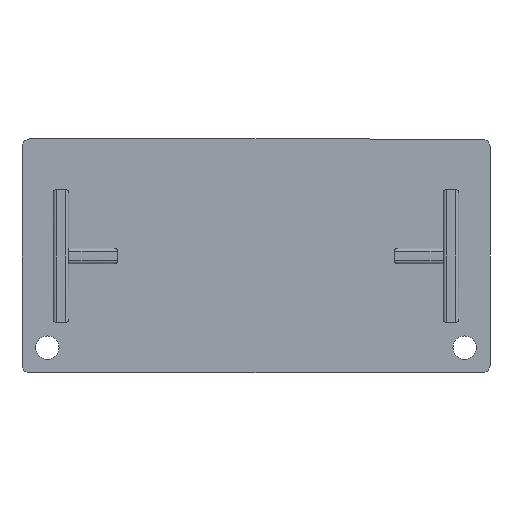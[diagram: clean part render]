
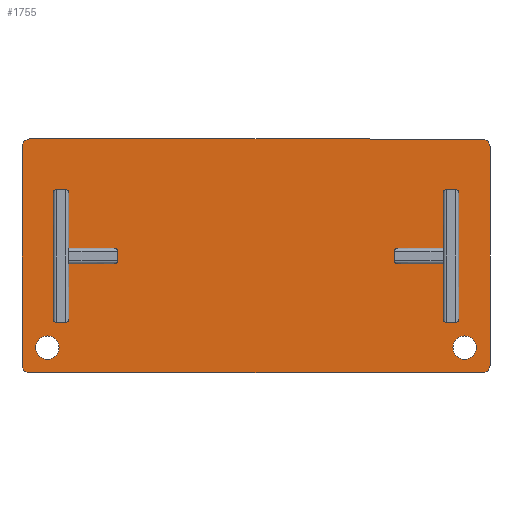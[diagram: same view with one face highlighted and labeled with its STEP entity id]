
A CAD part, front view. The second image highlights one B-rep face of the part: STEP entity #1755.
In plain terms, the highlighted planar face has unit normal (0, -1, 0).
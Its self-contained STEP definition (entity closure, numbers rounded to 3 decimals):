
#27 = DIRECTION ( 'NONE',  ( 0., 1., 0. ) ) ;
#36 = CARTESIAN_POINT ( 'NONE',  ( -600., 0., -300. ) ) ;
#84 = AXIS2_PLACEMENT_3D ( 'NONE', #777, #1135, #3586 ) ;
#166 = VERTEX_POINT ( 'NONE', #4483 ) ;
#239 = CARTESIAN_POINT ( 'NONE',  ( 0., 0., 0. ) ) ;
#280 = ORIENTED_EDGE ( 'NONE', *, *, #1549, .F. ) ;
#291 = DIRECTION ( 'NONE',  ( 0., 0., -1. ) ) ;
#311 = CARTESIAN_POINT ( 'NONE',  ( 535., 0., -235. ) ) ;
#374 = LINE ( 'NONE', #2597, #1369 ) ;
#458 = CARTESIAN_POINT ( 'NONE',  ( 580., 0., 300. ) ) ;
#485 = PLANE ( 'NONE',  #1429 ) ;
#502 = EDGE_LOOP ( 'NONE', ( #2117, #2713, #280, #1175, #3241, #4065, #1129, #3547 ) ) ;
#552 = LINE ( 'NONE', #3690, #1504 ) ;
#752 = CIRCLE ( 'NONE', #1360, 20. ) ;
#777 = CARTESIAN_POINT ( 'NONE',  ( -580., 0., 280. ) ) ;
#877 = ORIENTED_EDGE ( 'NONE', *, *, #4400, .T. ) ;
#912 = DIRECTION ( 'NONE',  ( 0., 0., -1. ) ) ;
#1001 = ORIENTED_EDGE ( 'NONE', *, *, #1314, .T. ) ;
#1120 = CARTESIAN_POINT ( 'NONE',  ( -600., 0., -280. ) ) ;
#1123 = CIRCLE ( 'NONE', #1726, 20. ) ;
#1129 = ORIENTED_EDGE ( 'NONE', *, *, #2129, .F. ) ;
#1135 = DIRECTION ( 'NONE',  ( 0., -1., 0. ) ) ;
#1175 = ORIENTED_EDGE ( 'NONE', *, *, #1753, .T. ) ;
#1195 = CIRCLE ( 'NONE', #84, 20. ) ;
#1263 = FACE_BOUND ( 'NONE', #3845, .T. ) ;
#1275 = AXIS2_PLACEMENT_3D ( 'NONE', #1927, #2366, #912 ) ;
#1287 = DIRECTION ( 'NONE',  ( 0., 0., -1. ) ) ;
#1314 = EDGE_CURVE ( 'NONE', #3831, #166, #2240, .T. ) ;
#1334 = CARTESIAN_POINT ( 'NONE',  ( -580., 0., -300. ) ) ;
#1345 = DIRECTION ( 'NONE',  ( 0., -1., 0. ) ) ;
#1360 = AXIS2_PLACEMENT_3D ( 'NONE', #1786, #1345, #3205 ) ;
#1366 = CARTESIAN_POINT ( 'NONE',  ( 600., 0., -300. ) ) ;
#1369 = VECTOR ( 'NONE', #1462, 1000. ) ;
#1380 = EDGE_CURVE ( 'NONE', #166, #3831, #2476, .T. ) ;
#1395 = DIRECTION ( 'NONE',  ( 0., 0., -1. ) ) ;
#1420 = EDGE_CURVE ( 'NONE', #3557, #1676, #1195, .T. ) ;
#1429 = AXIS2_PLACEMENT_3D ( 'NONE', #239, #2617, #1287 ) ;
#1462 = DIRECTION ( 'NONE',  ( 0., 0., -1. ) ) ;
#1504 = VECTOR ( 'NONE', #4039, 1000. ) ;
#1513 = VERTEX_POINT ( 'NONE', #2372 ) ;
#1549 = EDGE_CURVE ( 'NONE', #2196, #3399, #3846, .T. ) ;
#1587 = CARTESIAN_POINT ( 'NONE',  ( -580., 0., 300. ) ) ;
#1623 = EDGE_CURVE ( 'NONE', #3617, #3879, #4556, .T. ) ;
#1637 = EDGE_CURVE ( 'NONE', #1989, #3399, #1123, .T. ) ;
#1676 = VERTEX_POINT ( 'NONE', #3301 ) ;
#1726 = AXIS2_PLACEMENT_3D ( 'NONE', #3487, #4234, #291 ) ;
#1752 = DIRECTION ( 'NONE',  ( 0., 0., -1. ) ) ;
#1753 = EDGE_CURVE ( 'NONE', #2196, #1513, #2843, .T. ) ;
#1755 = ADVANCED_FACE ( 'NONE', ( #1263, #4090, #2684 ), #485, .T. ) ;
#1786 = CARTESIAN_POINT ( 'NONE',  ( 580., 0., 280. ) ) ;
#1927 = CARTESIAN_POINT ( 'NONE',  ( 580., 0., -280. ) ) ;
#1980 = CARTESIAN_POINT ( 'NONE',  ( -535., 0., -265.05 ) ) ;
#1989 = VERTEX_POINT ( 'NONE', #1120 ) ;
#2117 = ORIENTED_EDGE ( 'NONE', *, *, #3151, .F. ) ;
#2129 = EDGE_CURVE ( 'NONE', #3557, #2253, #552, .T. ) ;
#2148 = CARTESIAN_POINT ( 'NONE',  ( 600., 0., 280. ) ) ;
#2196 = VERTEX_POINT ( 'NONE', #3289 ) ;
#2240 = CIRCLE ( 'NONE', #2835, 30.05 ) ;
#2253 = VERTEX_POINT ( 'NONE', #458 ) ;
#2260 = CIRCLE ( 'NONE', #4198, 30.05 ) ;
#2366 = DIRECTION ( 'NONE',  ( 0., -1., 0. ) ) ;
#2372 = CARTESIAN_POINT ( 'NONE',  ( 600., 0., -280. ) ) ;
#2476 = CIRCLE ( 'NONE', #3655, 30.05 ) ;
#2597 = CARTESIAN_POINT ( 'NONE',  ( 600., 0., -300. ) ) ;
#2617 = DIRECTION ( 'NONE',  ( 0., -1., 0. ) ) ;
#2624 = EDGE_CURVE ( 'NONE', #4579, #2253, #752, .T. ) ;
#2684 = FACE_OUTER_BOUND ( 'NONE', #502, .T. ) ;
#2713 = ORIENTED_EDGE ( 'NONE', *, *, #1637, .T. ) ;
#2762 = DIRECTION ( 'NONE',  ( 0., 1., 0. ) ) ;
#2803 = EDGE_CURVE ( 'NONE', #4579, #1513, #374, .T. ) ;
#2810 = DIRECTION ( 'NONE',  ( -1., 0., 0. ) ) ;
#2835 = AXIS2_PLACEMENT_3D ( 'NONE', #2894, #27, #1395 ) ;
#2843 = CIRCLE ( 'NONE', #1275, 20. ) ;
#2858 = DIRECTION ( 'NONE',  ( 0., 0., -1. ) ) ;
#2877 = ORIENTED_EDGE ( 'NONE', *, *, #1380, .T. ) ;
#2894 = CARTESIAN_POINT ( 'NONE',  ( -535., 0., -235. ) ) ;
#2996 = CARTESIAN_POINT ( 'NONE',  ( 535., 0., -204.95 ) ) ;
#3141 = AXIS2_PLACEMENT_3D ( 'NONE', #311, #2762, #2858 ) ;
#3151 = EDGE_CURVE ( 'NONE', #1989, #1676, #4295, .T. ) ;
#3168 = CARTESIAN_POINT ( 'NONE',  ( 535., 0., -265.05 ) ) ;
#3190 = CARTESIAN_POINT ( 'NONE',  ( -535., 0., -235. ) ) ;
#3205 = DIRECTION ( 'NONE',  ( 0., 0., -1. ) ) ;
#3241 = ORIENTED_EDGE ( 'NONE', *, *, #2803, .F. ) ;
#3289 = CARTESIAN_POINT ( 'NONE',  ( 580., 0., -300. ) ) ;
#3301 = CARTESIAN_POINT ( 'NONE',  ( -600., 0., 280. ) ) ;
#3380 = ORIENTED_EDGE ( 'NONE', *, *, #1623, .T. ) ;
#3399 = VERTEX_POINT ( 'NONE', #1334 ) ;
#3487 = CARTESIAN_POINT ( 'NONE',  ( -580., 0., -280. ) ) ;
#3495 = DIRECTION ( 'NONE',  ( 0., 1., 0. ) ) ;
#3547 = ORIENTED_EDGE ( 'NONE', *, *, #1420, .T. ) ;
#3557 = VERTEX_POINT ( 'NONE', #1587 ) ;
#3578 = VECTOR ( 'NONE', #2810, 1000. ) ;
#3586 = DIRECTION ( 'NONE',  ( 0., 0., -1. ) ) ;
#3617 = VERTEX_POINT ( 'NONE', #3168 ) ;
#3655 = AXIS2_PLACEMENT_3D ( 'NONE', #3190, #4289, #1752 ) ;
#3690 = CARTESIAN_POINT ( 'NONE',  ( 600., 0., 300. ) ) ;
#3831 = VERTEX_POINT ( 'NONE', #1980 ) ;
#3845 = EDGE_LOOP ( 'NONE', ( #2877, #1001 ) ) ;
#3846 = LINE ( 'NONE', #1366, #3578 ) ;
#3879 = VERTEX_POINT ( 'NONE', #2996 ) ;
#4039 = DIRECTION ( 'NONE',  ( 1., 0., 0. ) ) ;
#4065 = ORIENTED_EDGE ( 'NONE', *, *, #2624, .T. ) ;
#4090 = FACE_BOUND ( 'NONE', #4415, .T. ) ;
#4198 = AXIS2_PLACEMENT_3D ( 'NONE', #4550, #3495, #4285 ) ;
#4234 = DIRECTION ( 'NONE',  ( 0., -1., 0. ) ) ;
#4275 = DIRECTION ( 'NONE',  ( 0., 0., 1. ) ) ;
#4285 = DIRECTION ( 'NONE',  ( 0., 0., -1. ) ) ;
#4289 = DIRECTION ( 'NONE',  ( 0., 1., 0. ) ) ;
#4295 = LINE ( 'NONE', #36, #4506 ) ;
#4400 = EDGE_CURVE ( 'NONE', #3879, #3617, #2260, .T. ) ;
#4415 = EDGE_LOOP ( 'NONE', ( #877, #3380 ) ) ;
#4483 = CARTESIAN_POINT ( 'NONE',  ( -535., 0., -204.95 ) ) ;
#4506 = VECTOR ( 'NONE', #4275, 1000. ) ;
#4550 = CARTESIAN_POINT ( 'NONE',  ( 535., 0., -235. ) ) ;
#4556 = CIRCLE ( 'NONE', #3141, 30.05 ) ;
#4579 = VERTEX_POINT ( 'NONE', #2148 ) ;
